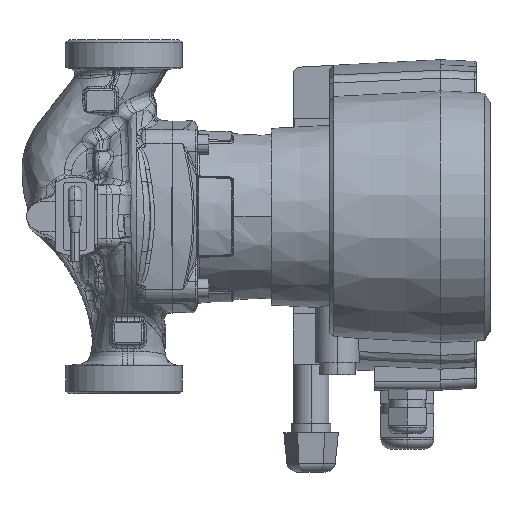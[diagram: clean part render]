
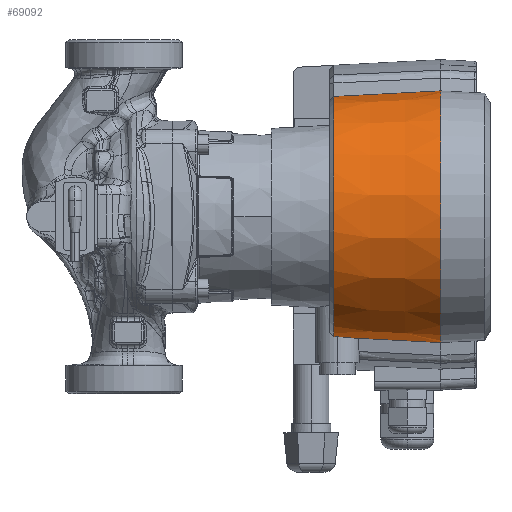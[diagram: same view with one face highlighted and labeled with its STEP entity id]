
A CAD part, top view. The second image highlights one B-rep face of the part: STEP entity #69092.
In plain terms, the highlighted conical face has half-angle 3 degrees and reference radius 64 mm.
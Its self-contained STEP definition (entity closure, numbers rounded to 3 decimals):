
#40 = CARTESIAN_POINT ( 'NONE',  ( 84.45, -61.031, 11.1 ) ) ;
#227 = CARTESIAN_POINT ( 'NONE',  ( 93.789, -61.733, 6. ) ) ;
#732 = CARTESIAN_POINT ( 'NONE',  ( 82.661, -60.949, 10.955 ) ) ;
#906 = CARTESIAN_POINT ( 'NONE',  ( 137.05, -64., 6. ) ) ;
#1005 = CARTESIAN_POINT ( 'NONE',  ( 82.661, 61.15, 6. ) ) ;
#5189 = CARTESIAN_POINT ( 'NONE',  ( 83.847, -60.999, 11.1 ) ) ;
#5191 = CARTESIAN_POINT ( 'NONE',  ( 84.45, -61.031, 11.1 ) ) ;
#5197 = LINE ( 'NONE', #5219, #49289 ) ;
#5199 = CARTESIAN_POINT ( 'NONE',  ( 83.248, -60.972, 11.051 ) ) ;
#5201 = CARTESIAN_POINT ( 'NONE',  ( 82.661, -60.949, 10.955 ) ) ;
#5205 = LINE ( 'NONE', #5207, #49263 ) ;
#5207 = CARTESIAN_POINT ( 'NONE',  ( 137.05, 64., 6. ) ) ;
#5209 = CARTESIAN_POINT ( 'NONE',  ( 82.661, 0., 6. ) ) ;
#5211 = DIRECTION ( 'NONE',  ( 1., 0., 0. ) ) ;
#5213 = DIRECTION ( 'NONE',  ( 0., -1., 0. ) ) ;
#5217 = DIRECTION ( 'NONE',  ( 0.999, 0.052, 0. ) ) ;
#5219 = CARTESIAN_POINT ( 'NONE',  ( 137.05, -64., 6. ) ) ;
#5223 = DIRECTION ( 'NONE',  ( 0.999, -0.052, 0. ) ) ;
#6686 = CONICAL_SURFACE ( 'NONE', #6687, 64., 0.052 ) ;
#6687 = AXIS2_PLACEMENT_3D ( 'NONE', #118683, #118657, #118704 ) ;
#7753 = CARTESIAN_POINT ( 'NONE',  ( 137.05, 64., 6. ) ) ;
#16656 = CARTESIAN_POINT ( 'NONE',  ( 93.789, -61.733, 6. ) ) ;
#16657 = CARTESIAN_POINT ( 'NONE',  ( 93.283, -61.706, 6.787 ) ) ;
#16664 = CARTESIAN_POINT ( 'NONE',  ( 92.691, -61.66, 7.494 ) ) ;
#16665 = CARTESIAN_POINT ( 'NONE',  ( 91.677, -61.575, 8.438 ) ) ;
#16666 = CARTESIAN_POINT ( 'NONE',  ( 91.315, -61.543, 8.735 ) ) ;
#16667 = CARTESIAN_POINT ( 'NONE',  ( 90.562, -61.477, 9.277 ) ) ;
#16668 = CARTESIAN_POINT ( 'NONE',  ( 90.172, -61.443, 9.523 ) ) ;
#16669 = CARTESIAN_POINT ( 'NONE',  ( 89.364, -61.373, 9.963 ) ) ;
#16670 = CARTESIAN_POINT ( 'NONE',  ( 88.947, -61.338, 10.159 ) ) ;
#16671 = CARTESIAN_POINT ( 'NONE',  ( 88.085, -61.269, 10.498 ) ) ;
#16672 = CARTESIAN_POINT ( 'NONE',  ( 87.639, -61.235, 10.642 ) ) ;
#16673 = CARTESIAN_POINT ( 'NONE',  ( 86.296, -61.138, 10.984 ) ) ;
#16674 = CARTESIAN_POINT ( 'NONE',  ( 85.383, -61.08, 11.1 ) ) ;
#16675 = CARTESIAN_POINT ( 'NONE',  ( 84.45, -61.031, 11.1 ) ) ;
#49263 = VECTOR ( 'NONE', #5217, 1000. ) ;
#49282 = CIRCLE ( 'NONE', #49363, 64. ) ;
#49289 = VECTOR ( 'NONE', #5223, 1000. ) ;
#49302 = CIRCLE ( 'NONE', #49400, 61.15 ) ;
#49363 = AXIS2_PLACEMENT_3D ( 'NONE', #94471, #94472, #94473 ) ;
#49400 = AXIS2_PLACEMENT_3D ( 'NONE', #5209, #5211, #5213 ) ;
#54460 = EDGE_LOOP ( 'NONE', ( #67380, #67384, #67386, #67387, #67390, #67393 ) ) ;
#62271 = VERTEX_POINT ( 'NONE', #7753 ) ;
#62387 = VERTEX_POINT ( 'NONE', #40 ) ;
#63790 = VERTEX_POINT ( 'NONE', #227 ) ;
#65162 = VERTEX_POINT ( 'NONE', #732 ) ;
#65798 = VERTEX_POINT ( 'NONE', #906 ) ;
#66080 = VERTEX_POINT ( 'NONE', #1005 ) ;
#66790 = EDGE_CURVE ( 'NONE', #62387, #65162, #91459, .T. ) ;
#66793 = EDGE_CURVE ( 'NONE', #66080, #65162, #49302, .T. ) ;
#66796 = EDGE_CURVE ( 'NONE', #66080, #62271, #5205, .T. ) ;
#66800 = EDGE_CURVE ( 'NONE', #63790, #65798, #5197, .T. ) ;
#66971 = EDGE_CURVE ( 'NONE', #62271, #65798, #49282, .T. ) ;
#67380 = ORIENTED_EDGE ( 'NONE', *, *, #66796, .F. ) ;
#67384 = ORIENTED_EDGE ( 'NONE', *, *, #66793, .T. ) ;
#67386 = ORIENTED_EDGE ( 'NONE', *, *, #66790, .F. ) ;
#67387 = ORIENTED_EDGE ( 'NONE', *, *, #68381, .F. ) ;
#67390 = ORIENTED_EDGE ( 'NONE', *, *, #66800, .T. ) ;
#67393 = ORIENTED_EDGE ( 'NONE', *, *, #66971, .F. ) ;
#68381 = EDGE_CURVE ( 'NONE', #63790, #62387, #91500, .T. ) ;
#69092 = ADVANCED_FACE ( 'NONE', ( #118684 ), #6686, .T. ) ;
#91459 = B_SPLINE_CURVE_WITH_KNOTS ( 'NONE', 3,
 ( #5191, #5189, #5199, #5201 ),
 .UNSPECIFIED., .F., .F.,
 ( 4, 4 ),
 ( 0.011, 0.013 ),
 .UNSPECIFIED. ) ;
#91500 = B_SPLINE_CURVE_WITH_KNOTS ( 'NONE', 3,
 ( #16656, #16657, #16664, #16665, #16666, #16667, #16668, #16669, #16670, #16671, #16672, #16673, #16674, #16675 ),
 .UNSPECIFIED., .F., .F.,
 ( 4, 2, 2, 2, 2, 2, 4 ),
 ( 0., 0.003, 0.004, 0.006, 0.007, 0.008, 0.011 ),
 .UNSPECIFIED. ) ;
#94471 = CARTESIAN_POINT ( 'NONE',  ( 137.05, 0., 6. ) ) ;
#94472 = DIRECTION ( 'NONE',  ( 1., 0., 0. ) ) ;
#94473 = DIRECTION ( 'NONE',  ( 0., -1., 0. ) ) ;
#118657 = DIRECTION ( 'NONE',  ( 1., 0., 0. ) ) ;
#118683 = CARTESIAN_POINT ( 'NONE',  ( 137.05, 0., 6. ) ) ;
#118684 = FACE_OUTER_BOUND ( 'NONE', #54460, .T. ) ;
#118704 = DIRECTION ( 'NONE',  ( 0., -1., 0. ) ) ;
